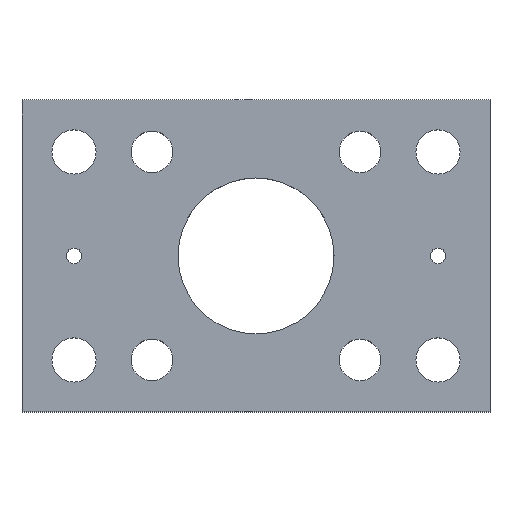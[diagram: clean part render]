
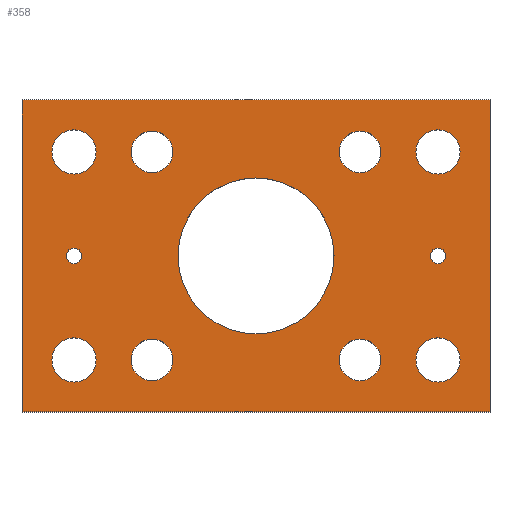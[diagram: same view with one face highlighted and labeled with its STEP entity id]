
A CAD part, top view. The second image highlights one B-rep face of the part: STEP entity #358.
In plain terms, the highlighted planar face has unit normal (0, 0, 1).
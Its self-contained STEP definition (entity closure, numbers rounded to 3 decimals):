
#15=FACE_BOUND('',#76,.T.);
#16=FACE_BOUND('',#77,.T.);
#17=FACE_BOUND('',#78,.T.);
#18=FACE_BOUND('',#79,.T.);
#19=FACE_BOUND('',#80,.T.);
#20=FACE_BOUND('',#81,.T.);
#21=FACE_BOUND('',#82,.T.);
#22=FACE_BOUND('',#83,.T.);
#23=FACE_BOUND('',#84,.T.);
#24=FACE_BOUND('',#85,.T.);
#25=FACE_BOUND('',#86,.T.);
#41=PLANE('',#411);
#58=FACE_OUTER_BOUND('',#75,.T.);
#75=EDGE_LOOP('',(#302,#303,#304,#305));
#76=EDGE_LOOP('',(#306));
#77=EDGE_LOOP('',(#307));
#78=EDGE_LOOP('',(#308));
#79=EDGE_LOOP('',(#309));
#80=EDGE_LOOP('',(#310));
#81=EDGE_LOOP('',(#311));
#82=EDGE_LOOP('',(#312));
#83=EDGE_LOOP('',(#313));
#84=EDGE_LOOP('',(#314));
#85=EDGE_LOOP('',(#315));
#86=EDGE_LOOP('',(#316));
#112=LINE('',#590,#135);
#115=LINE('',#596,#138);
#118=LINE('',#602,#141);
#121=LINE('',#606,#144);
#135=VECTOR('',#496,10.);
#138=VECTOR('',#501,10.);
#141=VECTOR('',#506,10.);
#144=VECTOR('',#511,10.);
#145=CIRCLE('',#375,8.);
#147=CIRCLE('',#378,30.);
#149=CIRCLE('',#381,3.);
#151=CIRCLE('',#384,8.5);
#153=CIRCLE('',#387,8.5);
#155=CIRCLE('',#390,8.5);
#157=CIRCLE('',#393,8.5);
#159=CIRCLE('',#396,8.);
#161=CIRCLE('',#399,8.);
#163=CIRCLE('',#402,3.);
#165=CIRCLE('',#405,8.);
#167=VERTEX_POINT('',#518);
#169=VERTEX_POINT('',#524);
#171=VERTEX_POINT('',#530);
#173=VERTEX_POINT('',#536);
#175=VERTEX_POINT('',#542);
#177=VERTEX_POINT('',#548);
#179=VERTEX_POINT('',#554);
#181=VERTEX_POINT('',#560);
#183=VERTEX_POINT('',#566);
#185=VERTEX_POINT('',#572);
#187=VERTEX_POINT('',#578);
#191=VERTEX_POINT('',#587);
#192=VERTEX_POINT('',#589);
#194=VERTEX_POINT('',#595);
#196=VERTEX_POINT('',#601);
#197=EDGE_CURVE('',#167,#167,#145,.T.);
#200=EDGE_CURVE('',#169,#169,#147,.T.);
#203=EDGE_CURVE('',#171,#171,#149,.T.);
#206=EDGE_CURVE('',#173,#173,#151,.T.);
#209=EDGE_CURVE('',#175,#175,#153,.T.);
#212=EDGE_CURVE('',#177,#177,#155,.T.);
#215=EDGE_CURVE('',#179,#179,#157,.T.);
#218=EDGE_CURVE('',#181,#181,#159,.T.);
#221=EDGE_CURVE('',#183,#183,#161,.T.);
#224=EDGE_CURVE('',#185,#185,#163,.T.);
#227=EDGE_CURVE('',#187,#187,#165,.T.);
#232=EDGE_CURVE('',#192,#191,#112,.T.);
#235=EDGE_CURVE('',#194,#192,#115,.T.);
#238=EDGE_CURVE('',#196,#194,#118,.T.);
#241=EDGE_CURVE('',#191,#196,#121,.T.);
#302=ORIENTED_EDGE('',*,*,#241,.T.);
#303=ORIENTED_EDGE('',*,*,#238,.T.);
#304=ORIENTED_EDGE('',*,*,#235,.T.);
#305=ORIENTED_EDGE('',*,*,#232,.T.);
#306=ORIENTED_EDGE('',*,*,#227,.T.);
#307=ORIENTED_EDGE('',*,*,#224,.T.);
#308=ORIENTED_EDGE('',*,*,#221,.T.);
#309=ORIENTED_EDGE('',*,*,#218,.T.);
#310=ORIENTED_EDGE('',*,*,#215,.T.);
#311=ORIENTED_EDGE('',*,*,#212,.T.);
#312=ORIENTED_EDGE('',*,*,#209,.T.);
#313=ORIENTED_EDGE('',*,*,#206,.T.);
#314=ORIENTED_EDGE('',*,*,#203,.T.);
#315=ORIENTED_EDGE('',*,*,#200,.T.);
#316=ORIENTED_EDGE('',*,*,#197,.T.);
#358=ADVANCED_FACE('',(#58,#15,#16,#17,#18,#19,#20,#21,#22,#23,#24,#25),
#41,.T.);
#375=AXIS2_PLACEMENT_3D('',#519,#417,#418);
#378=AXIS2_PLACEMENT_3D('',#525,#424,#425);
#381=AXIS2_PLACEMENT_3D('',#531,#431,#432);
#384=AXIS2_PLACEMENT_3D('',#537,#438,#439);
#387=AXIS2_PLACEMENT_3D('',#543,#445,#446);
#390=AXIS2_PLACEMENT_3D('',#549,#452,#453);
#393=AXIS2_PLACEMENT_3D('',#555,#459,#460);
#396=AXIS2_PLACEMENT_3D('',#561,#466,#467);
#399=AXIS2_PLACEMENT_3D('',#567,#473,#474);
#402=AXIS2_PLACEMENT_3D('',#573,#480,#481);
#405=AXIS2_PLACEMENT_3D('',#579,#487,#488);
#411=AXIS2_PLACEMENT_3D('',#607,#512,#513);
#417=DIRECTION('center_axis',(0.,0.,-1.));
#418=DIRECTION('ref_axis',(1.,0.,0.));
#424=DIRECTION('center_axis',(0.,0.,-1.));
#425=DIRECTION('ref_axis',(1.,0.,0.));
#431=DIRECTION('center_axis',(0.,0.,-1.));
#432=DIRECTION('ref_axis',(1.,0.,0.));
#438=DIRECTION('center_axis',(0.,0.,-1.));
#439=DIRECTION('ref_axis',(1.,0.,0.));
#445=DIRECTION('center_axis',(0.,0.,-1.));
#446=DIRECTION('ref_axis',(1.,0.,0.));
#452=DIRECTION('center_axis',(0.,0.,-1.));
#453=DIRECTION('ref_axis',(1.,0.,0.));
#459=DIRECTION('center_axis',(0.,0.,-1.));
#460=DIRECTION('ref_axis',(1.,0.,0.));
#466=DIRECTION('center_axis',(0.,0.,-1.));
#467=DIRECTION('ref_axis',(1.,0.,0.));
#473=DIRECTION('center_axis',(0.,0.,-1.));
#474=DIRECTION('ref_axis',(1.,0.,0.));
#480=DIRECTION('center_axis',(0.,0.,-1.));
#481=DIRECTION('ref_axis',(1.,0.,0.));
#487=DIRECTION('center_axis',(0.,0.,-1.));
#488=DIRECTION('ref_axis',(1.,0.,0.));
#496=DIRECTION('',(1.,0.,0.));
#501=DIRECTION('',(0.,-1.,0.));
#506=DIRECTION('',(-1.,0.,0.));
#511=DIRECTION('',(0.,1.,0.));
#512=DIRECTION('center_axis',(0.,0.,1.));
#513=DIRECTION('ref_axis',(1.,0.,0.));
#518=CARTESIAN_POINT('',(32.,-40.,20.));
#519=CARTESIAN_POINT('Origin',(40.,-40.,20.));
#524=CARTESIAN_POINT('',(-30.,0.,20.));
#525=CARTESIAN_POINT('Origin',(0.,0.,20.));
#530=CARTESIAN_POINT('',(67.,0.,20.));
#531=CARTESIAN_POINT('Origin',(70.,0.,20.));
#536=CARTESIAN_POINT('',(-78.5,-40.,20.));
#537=CARTESIAN_POINT('Origin',(-70.,-40.,20.));
#542=CARTESIAN_POINT('',(-78.5,40.,20.));
#543=CARTESIAN_POINT('Origin',(-70.,40.,20.));
#548=CARTESIAN_POINT('',(61.5,40.,20.));
#549=CARTESIAN_POINT('Origin',(70.,40.,20.));
#554=CARTESIAN_POINT('',(61.5,-40.,20.));
#555=CARTESIAN_POINT('Origin',(70.,-40.,20.));
#560=CARTESIAN_POINT('',(-48.,40.,20.));
#561=CARTESIAN_POINT('Origin',(-40.,40.,20.));
#566=CARTESIAN_POINT('',(32.,40.,20.));
#567=CARTESIAN_POINT('Origin',(40.,40.,20.));
#572=CARTESIAN_POINT('',(-73.,0.,20.));
#573=CARTESIAN_POINT('Origin',(-70.,0.,20.));
#578=CARTESIAN_POINT('',(-48.,-40.,20.));
#579=CARTESIAN_POINT('Origin',(-40.,-40.,20.));
#587=CARTESIAN_POINT('',(90.,-60.,20.));
#589=CARTESIAN_POINT('',(-90.,-60.,20.));
#590=CARTESIAN_POINT('',(90.,-60.,20.));
#595=CARTESIAN_POINT('',(-90.,60.,20.));
#596=CARTESIAN_POINT('',(-90.,-60.,20.));
#601=CARTESIAN_POINT('',(90.,60.,20.));
#602=CARTESIAN_POINT('',(0.,60.,20.));
#606=CARTESIAN_POINT('',(90.,60.,20.));
#607=CARTESIAN_POINT('Origin',(0.,0.,20.));
